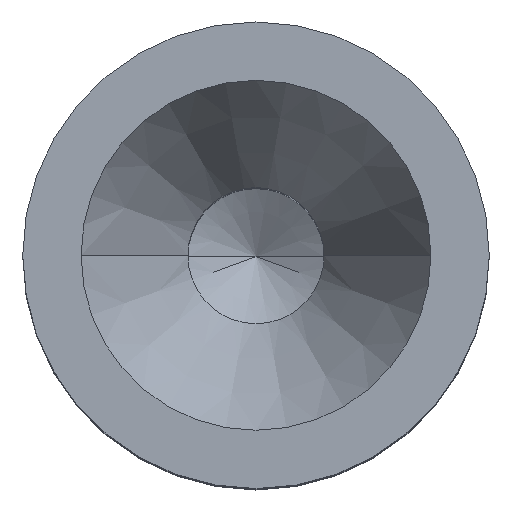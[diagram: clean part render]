
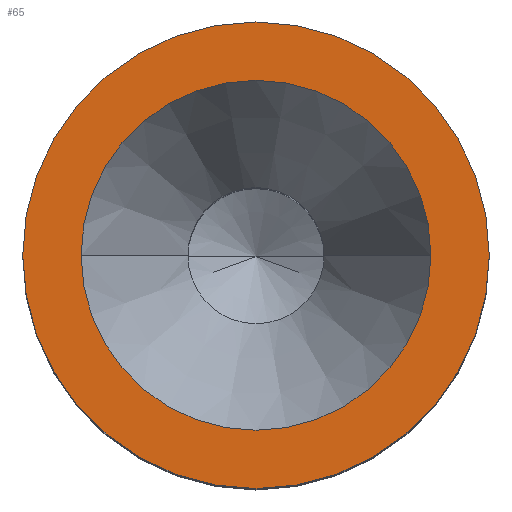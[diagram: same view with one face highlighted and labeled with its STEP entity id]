
A CAD part, top view. The second image highlights one B-rep face of the part: STEP entity #65.
In plain terms, the highlighted planar face has unit normal (0, 0, 1).
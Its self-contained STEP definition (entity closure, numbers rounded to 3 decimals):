
#40=PLANE('',#422);
#42=FACE_BOUND('',#126,.T.);
#43=FACE_BOUND('',#127,.T.);
#65=ADVANCED_FACE('',(#42,#43),#40,.T.);
#126=EDGE_LOOP('',(#202,#203));
#127=EDGE_LOOP('',(#204,#205));
#155=CIRCLE('',#416,3.);
#156=CIRCLE('',#418,3.);
#157=CIRCLE('',#420,2.25);
#158=CIRCLE('',#421,2.25);
#202=ORIENTED_EDGE('',*,*,#326,.T.);
#203=ORIENTED_EDGE('',*,*,#327,.F.);
#204=ORIENTED_EDGE('',*,*,#323,.T.);
#205=ORIENTED_EDGE('',*,*,#325,.F.);
#288=VERTEX_POINT('',#610);
#289=VERTEX_POINT('',#612);
#290=VERTEX_POINT('',#618);
#291=VERTEX_POINT('',#619);
#323=EDGE_CURVE('',#289,#288,#155,.T.);
#325=EDGE_CURVE('',#289,#288,#156,.T.);
#326=EDGE_CURVE('',#290,#291,#157,.T.);
#327=EDGE_CURVE('',#290,#291,#158,.T.);
#416=AXIS2_PLACEMENT_3D('',#611,#489,#490);
#418=AXIS2_PLACEMENT_3D('',#615,#494,#495);
#420=AXIS2_PLACEMENT_3D('',#617,#498,#499);
#421=AXIS2_PLACEMENT_3D('',#620,#500,#501);
#422=AXIS2_PLACEMENT_3D('',#621,#502,#503);
#489=DIRECTION('',(0.,0.,1.));
#490=DIRECTION('',(-1.,0.,0.));
#494=DIRECTION('',(0.,0.,-1.));
#495=DIRECTION('',(-1.,0.,0.));
#498=DIRECTION('',(0.,0.,-1.));
#499=DIRECTION('',(-1.,0.,0.));
#500=DIRECTION('',(0.,0.,1.));
#501=DIRECTION('',(-1.,0.,0.));
#502=DIRECTION('',(0.,0.,1.));
#503=DIRECTION('',(-1.,0.,0.));
#610=CARTESIAN_POINT('',(3.,0.,14.534));
#611=CARTESIAN_POINT('',(0.,0.,14.534));
#612=CARTESIAN_POINT('',(-3.,0.,14.534));
#615=CARTESIAN_POINT('',(0.,0.,14.534));
#617=CARTESIAN_POINT('',(0.,0.,14.534));
#618=CARTESIAN_POINT('',(-2.25,0.,14.534));
#619=CARTESIAN_POINT('',(2.25,0.,14.534));
#620=CARTESIAN_POINT('',(0.,0.,14.534));
#621=CARTESIAN_POINT('',(0.,0.,14.534));
